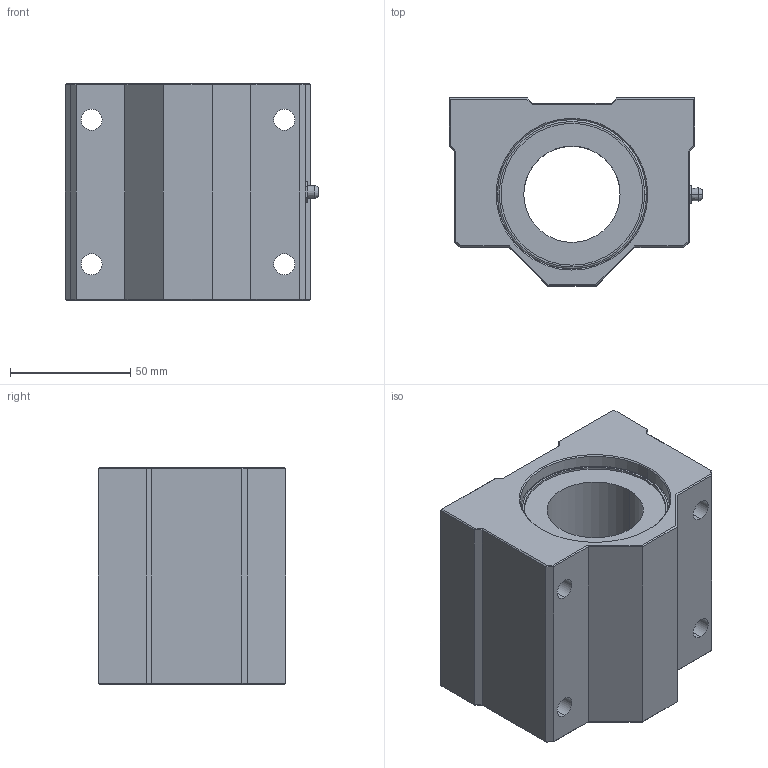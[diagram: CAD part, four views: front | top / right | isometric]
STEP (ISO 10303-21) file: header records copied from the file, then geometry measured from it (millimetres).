
FILE_DESCRIPTION (( 'STEP AP214' ), '1' );
FILE_NAME ('KBA40UU-Rollco.step', '2024-02-16T10:25:37', ( '' ), ( '' ), 'SwSTEP 2.0', 'SolidWorks 2010', '' );
FILE_SCHEMA (( 'AUTOMOTIVE_DESIGN' ));
Length unit declared in the file: millimetre
Products named in the file (4): Linear-Ball-Bearing-Unit-KBA-GUU(Bearing-Unit-KBA40GUU-Rollco); Linear-Ball-Bearing-LME-UU-Rollco(Bearing-LME40UU-Rollco); Lubrication-Nipple-Rollco; KBA40UU-Rollco
Assembly tree (3 placements, depth 2):
  KBA40UU-Rollco
    Linear-Ball-Bearing-LME-UU-Rollco(Bearing-LME40UU-Rollco)
    Linear-Ball-Bearing-Unit-KBA-GUU(Bearing-Unit-KBA40GUU-Rollco)
    Lubrication-Nipple-Rollco
Bounding box: 105.38 x 78 x 90 mm (x, y, z)
Volume: 446253.3 mm3; surface area: 91822.5 mm2
Topology: 3 solids, 3 shells, 134 faces, 299 edges, 183 vertices
Faces by surface type: plane 78, cylinder 40, cone 10, torus 4, sphere 2
Entity records: 3915 total; most frequent: CARTESIAN_POINT 686, DIRECTION 679, ORIENTED_EDGE 598, EDGE_CURVE 299, AXIS2_PLACEMENT_3D 242, VECTOR 195, LINE 195, VERTEX_POINT 183
